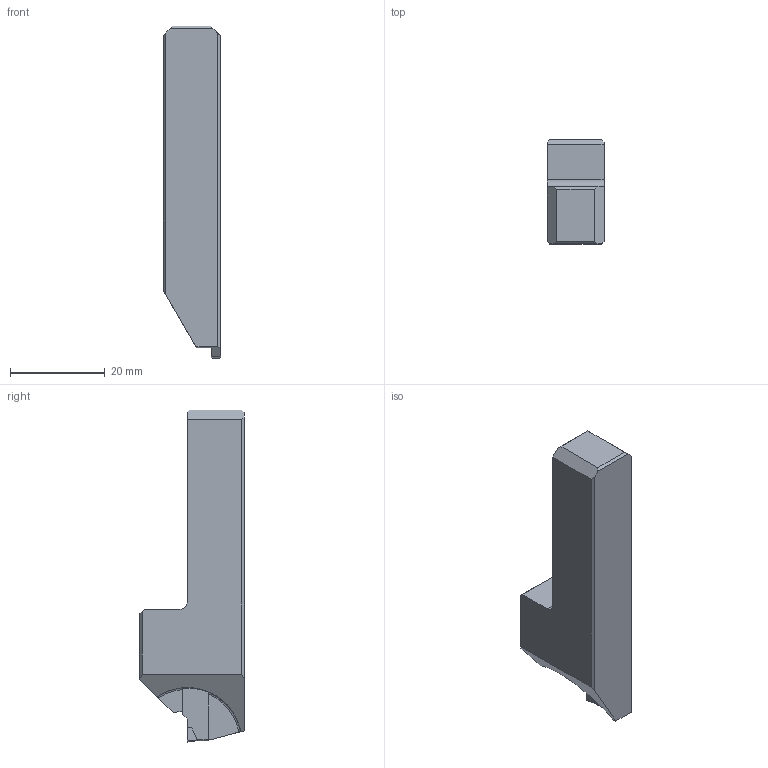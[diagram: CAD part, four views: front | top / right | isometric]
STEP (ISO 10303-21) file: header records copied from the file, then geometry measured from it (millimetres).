
FILE_DESCRIPTION(/* description */ (''),/* implementation_level */ '2;1');
FILE_NAME(/* name */ '1548665354354.stp',/* time_stamp */ '2019-01-28T14:19:39+06:00',/* author */ (''),/* organization */ ('SMS'),/* preprocessor_version */ 'ST-DEVELOPER v15',/* originating_system */ 'SIEMENS PLM Software NX 8.5',/* authorisation */ '');
FILE_SCHEMA (('AUTOMOTIVE_DESIGN { 1 0 10303 214 3 1 1 1 }'));
Length unit declared in the file: millimetre
Products named in the file (4): ASSEMBLY_CONSTRUCTION; 201539460mod000_00; 201728762mod000_00; 201728761mod000_00
Assembly tree (3 placements, depth 2):
  201728761mod000_00
    201728762mod000_00
    201539460mod000_00
    ASSEMBLY_CONSTRUCTION
Bounding box: 12.12 x 22 x 70 mm (x, y, z)
Volume: 10770.6 mm3; surface area: 4142.3 mm2
Topology: 2 solids, 2 shells, 61 faces, 172 edges, 121 vertices
Faces by surface type: plane 43, bspline 7, cylinder 6, extrusion 4, torus 1
Entity records: 2335 total; most frequent: CARTESIAN_POINT 656, ORIENTED_EDGE 342, DIRECTION 280, EDGE_CURVE 171, VECTOR 126, LINE 122, VERTEX_POINT 114, AXIS2_PLACEMENT_3D 77
